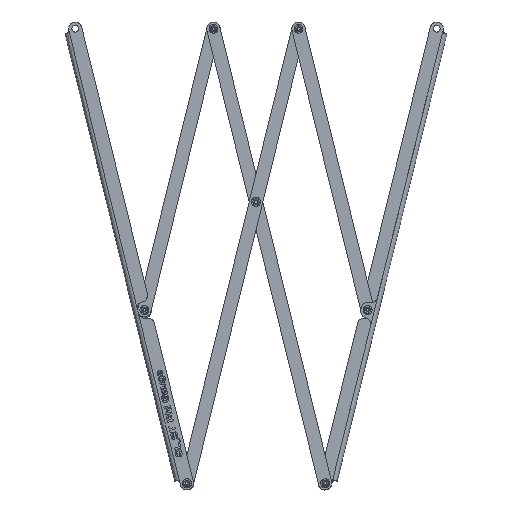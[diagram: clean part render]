
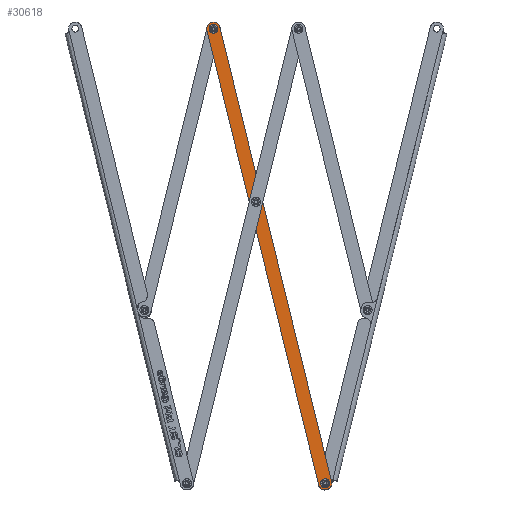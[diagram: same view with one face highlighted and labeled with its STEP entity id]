
A CAD part, top view. The second image highlights one B-rep face of the part: STEP entity #30618.
In plain terms, the highlighted free-form (B-spline) face has degree [1, 1] with [2, 2] control points.
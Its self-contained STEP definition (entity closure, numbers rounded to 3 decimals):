
#30258 = VERTEX_POINT('',#30259);
#30259 = CARTESIAN_POINT('',(26.214,2.627,
    0.));
#30264 = EDGE_CURVE('',#30258,#30265,#30267,.T.);
#30265 = VERTEX_POINT('',#30266);
#30266 = CARTESIAN_POINT('',(27.504,-2.627,
    0.));
#30267 = ( BOUNDED_CURVE() B_SPLINE_CURVE(2,(#30268,#30269,#30270,#30271
,#30272),.UNSPECIFIED.,.F.,.F.) B_SPLINE_CURVE_WITH_KNOTS((3,2,3),(
    3.142,4.712,6.283),
.PIECEWISE_BEZIER_KNOTS.) CURVE() GEOMETRIC_REPRESENTATION_ITEM() 
RATIONAL_B_SPLINE_CURVE((1.,0.707,1.,0.707,1.)) 
REPRESENTATION_ITEM('') );
#30268 = CARTESIAN_POINT('',(26.214,2.627,
    0.));
#30269 = CARTESIAN_POINT('',(28.842,3.272,
    0.));
#30270 = CARTESIAN_POINT('',(29.487,0.645,
    0.));
#30271 = CARTESIAN_POINT('',(30.132,-1.982,
    0.));
#30272 = CARTESIAN_POINT('',(27.504,-2.627,
    0.));
#30306 = VERTEX_POINT('',#30307);
#30307 = CARTESIAN_POINT('',(93.948,-273.251,
    0.));
#30312 = EDGE_CURVE('',#30306,#30313,#30315,.T.);
#30313 = VERTEX_POINT('',#30314);
#30314 = CARTESIAN_POINT('',(95.238,-278.506,
    0.));
#30315 = ( BOUNDED_CURVE() B_SPLINE_CURVE(2,(#30316,#30317,#30318,#30319
,#30320),.UNSPECIFIED.,.F.,.F.) B_SPLINE_CURVE_WITH_KNOTS((3,2,3),(
    3.142,4.712,6.283),
.PIECEWISE_BEZIER_KNOTS.) CURVE() GEOMETRIC_REPRESENTATION_ITEM() 
RATIONAL_B_SPLINE_CURVE((1.,0.707,1.,0.707,1.)) 
REPRESENTATION_ITEM('') );
#30316 = CARTESIAN_POINT('',(93.948,-273.251,
    0.));
#30317 = CARTESIAN_POINT('',(96.575,-272.606,
    0.));
#30318 = CARTESIAN_POINT('',(97.22,-275.233,
    0.));
#30319 = CARTESIAN_POINT('',(97.865,-277.86,
    0.));
#30320 = CARTESIAN_POINT('',(95.238,-278.506,
    0.));
#30400 = VERTEX_POINT('',#30401);
#30401 = CARTESIAN_POINT('',(53.146,-107.067,
    0.));
#30408 = VERTEX_POINT('',#30409);
#30409 = CARTESIAN_POINT('',(52.179,-103.126,
    0.));
#30414 = EDGE_CURVE('',#30408,#30400,#30415,.T.);
#30415 = ( BOUNDED_CURVE() B_SPLINE_CURVE(2,(#30416,#30417,#30418,#30419
,#30420),.UNSPECIFIED.,.F.,.F.) B_SPLINE_CURVE_WITH_KNOTS((3,2,3),(
    3.142,4.712,6.283),
.PIECEWISE_BEZIER_KNOTS.) CURVE() GEOMETRIC_REPRESENTATION_ITEM() 
RATIONAL_B_SPLINE_CURVE((1.,0.707,1.,0.707,1.)) 
REPRESENTATION_ITEM('') );
#30416 = CARTESIAN_POINT('',(52.179,-103.126,
    0.));
#30417 = CARTESIAN_POINT('',(54.149,-102.642,
    0.));
#30418 = CARTESIAN_POINT('',(54.633,-104.613,
    0.));
#30419 = CARTESIAN_POINT('',(55.117,-106.583,
    0.));
#30420 = CARTESIAN_POINT('',(53.146,-107.067,
    0.));
#30521 = VERTEX_POINT('',#30522);
#30522 = CARTESIAN_POINT('',(25.892,3.941,
    0.));
#30527 = EDGE_CURVE('',#30521,#30528,#30530,.T.);
#30528 = VERTEX_POINT('',#30529);
#30529 = CARTESIAN_POINT('',(30.8,0.968,
    0.));
#30530 = ( BOUNDED_CURVE() B_SPLINE_CURVE(2,(#30531,#30532,#30533),
.UNSPECIFIED.,.F.,.F.) B_SPLINE_CURVE_WITH_KNOTS((3,3),(3.142,
4.712),.PIECEWISE_BEZIER_KNOTS.) CURVE() 
GEOMETRIC_REPRESENTATION_ITEM() RATIONAL_B_SPLINE_CURVE((1.,
0.707,1.)) REPRESENTATION_ITEM('') );
#30531 = CARTESIAN_POINT('',(25.892,3.941,
    0.));
#30532 = CARTESIAN_POINT('',(29.833,4.909,
    0.));
#30533 = CARTESIAN_POINT('',(30.8,0.968,
    0.));
#30618 = ADVANCED_FACE('',(#30619,#30630,#30641,#30652),#30685,.F.);
#30619 = FACE_BOUND('',#30620,.T.);
#30620 = EDGE_LOOP('',(#30621,#30622));
#30621 = ORIENTED_EDGE('',*,*,#30312,.T.);
#30622 = ORIENTED_EDGE('',*,*,#30623,.T.);
#30623 = EDGE_CURVE('',#30313,#30306,#30624,.T.);
#30624 = ( BOUNDED_CURVE() B_SPLINE_CURVE(2,(#30625,#30626,#30627,#30628
,#30629),.UNSPECIFIED.,.F.,.F.) B_SPLINE_CURVE_WITH_KNOTS((3,2,3),(0.,
1.571,3.142),.PIECEWISE_BEZIER_KNOTS.) CURVE() 
GEOMETRIC_REPRESENTATION_ITEM() RATIONAL_B_SPLINE_CURVE((1.,
0.707,1.,0.707,1.)) REPRESENTATION_ITEM('') );
#30625 = CARTESIAN_POINT('',(95.238,-278.506,
    0.));
#30626 = CARTESIAN_POINT('',(92.611,-279.151,
    0.));
#30627 = CARTESIAN_POINT('',(91.966,-276.523,
    0.));
#30628 = CARTESIAN_POINT('',(91.32,-273.896,
    0.));
#30629 = CARTESIAN_POINT('',(93.948,-273.251,
    0.));
#30630 = FACE_BOUND('',#30631,.T.);
#30631 = EDGE_LOOP('',(#30632,#30633));
#30632 = ORIENTED_EDGE('',*,*,#30264,.T.);
#30633 = ORIENTED_EDGE('',*,*,#30634,.T.);
#30634 = EDGE_CURVE('',#30265,#30258,#30635,.T.);
#30635 = ( BOUNDED_CURVE() B_SPLINE_CURVE(2,(#30636,#30637,#30638,#30639
,#30640),.UNSPECIFIED.,.F.,.F.) B_SPLINE_CURVE_WITH_KNOTS((3,2,3),(0.,
1.571,3.142),.PIECEWISE_BEZIER_KNOTS.) CURVE() 
GEOMETRIC_REPRESENTATION_ITEM() RATIONAL_B_SPLINE_CURVE((1.,
0.707,1.,0.707,1.)) REPRESENTATION_ITEM('') );
#30636 = CARTESIAN_POINT('',(27.504,-2.627,
    0.));
#30637 = CARTESIAN_POINT('',(24.877,-3.272,
    0.));
#30638 = CARTESIAN_POINT('',(24.232,-0.645,
    0.));
#30639 = CARTESIAN_POINT('',(23.587,1.982,
    0.));
#30640 = CARTESIAN_POINT('',(26.214,2.627,
    0.));
#30641 = FACE_BOUND('',#30642,.T.);
#30642 = EDGE_LOOP('',(#30643,#30651));
#30643 = ORIENTED_EDGE('',*,*,#30644,.T.);
#30644 = EDGE_CURVE('',#30400,#30408,#30645,.T.);
#30645 = ( BOUNDED_CURVE() B_SPLINE_CURVE(2,(#30646,#30647,#30648,#30649
,#30650),.UNSPECIFIED.,.F.,.F.) B_SPLINE_CURVE_WITH_KNOTS((3,2,3),(0.,
1.571,3.142),.PIECEWISE_BEZIER_KNOTS.) CURVE() 
GEOMETRIC_REPRESENTATION_ITEM() RATIONAL_B_SPLINE_CURVE((1.,
0.707,1.,0.707,1.)) REPRESENTATION_ITEM('') );
#30646 = CARTESIAN_POINT('',(53.146,-107.067,
    0.));
#30647 = CARTESIAN_POINT('',(51.176,-107.551,
    0.));
#30648 = CARTESIAN_POINT('',(50.692,-105.58,
    0.));
#30649 = CARTESIAN_POINT('',(50.208,-103.61,
    0.));
#30650 = CARTESIAN_POINT('',(52.179,-103.126,
    0.));
#30651 = ORIENTED_EDGE('',*,*,#30414,.T.);
#30652 = FACE_BOUND('',#30653,.T.);
#30653 = EDGE_LOOP('',(#30654,#30662,#30669,#30679,#30684));
#30654 = ORIENTED_EDGE('',*,*,#30655,.F.);
#30655 = EDGE_CURVE('',#30656,#30521,#30658,.T.);
#30656 = VERTEX_POINT('',#30657);
#30657 = CARTESIAN_POINT('',(22.918,-0.968,
    0.));
#30658 = ( BOUNDED_CURVE() B_SPLINE_CURVE(2,(#30659,#30660,#30661),
.UNSPECIFIED.,.F.,.F.) B_SPLINE_CURVE_WITH_KNOTS((3,3),(1.571,
3.142),.PIECEWISE_BEZIER_KNOTS.) CURVE() 
GEOMETRIC_REPRESENTATION_ITEM() RATIONAL_B_SPLINE_CURVE((1.,
0.707,1.)) REPRESENTATION_ITEM('') );
#30659 = CARTESIAN_POINT('',(22.918,-0.968,
    0.));
#30660 = CARTESIAN_POINT('',(21.951,2.973,
    0.));
#30661 = CARTESIAN_POINT('',(25.892,3.941,
    0.));
#30662 = ORIENTED_EDGE('',*,*,#30663,.F.);
#30663 = EDGE_CURVE('',#30664,#30656,#30666,.T.);
#30664 = VERTEX_POINT('',#30665);
#30665 = CARTESIAN_POINT('',(90.652,-276.846,
    0.));
#30666 = B_SPLINE_CURVE_WITH_KNOTS('',1,(#30667,#30668),.UNSPECIFIED.,
  .F.,.F.,(2,2),(-210.,-0.),.PIECEWISE_BEZIER_KNOTS.);
#30667 = CARTESIAN_POINT('',(90.652,-276.846,
    0.));
#30668 = CARTESIAN_POINT('',(22.918,-0.968,
    0.));
#30669 = ORIENTED_EDGE('',*,*,#30670,.F.);
#30670 = EDGE_CURVE('',#30671,#30664,#30673,.T.);
#30671 = VERTEX_POINT('',#30672);
#30672 = CARTESIAN_POINT('',(98.534,-274.911,
    0.));
#30673 = ( BOUNDED_CURVE() B_SPLINE_CURVE(2,(#30674,#30675,#30676,#30677
,#30678),.UNSPECIFIED.,.F.,.F.) B_SPLINE_CURVE_WITH_KNOTS((3,2,3),(
    4.712,6.283,7.854),
.PIECEWISE_BEZIER_KNOTS.) CURVE() GEOMETRIC_REPRESENTATION_ITEM() 
RATIONAL_B_SPLINE_CURVE((1.,0.707,1.,0.707,1.)) 
REPRESENTATION_ITEM('') );
#30674 = CARTESIAN_POINT('',(98.534,-274.911,
    0.));
#30675 = CARTESIAN_POINT('',(99.502,-278.852,
    0.));
#30676 = CARTESIAN_POINT('',(95.561,-279.819,
    0.));
#30677 = CARTESIAN_POINT('',(91.619,-280.787,
    0.));
#30678 = CARTESIAN_POINT('',(90.652,-276.846,
    0.));
#30679 = ORIENTED_EDGE('',*,*,#30680,.F.);
#30680 = EDGE_CURVE('',#30528,#30671,#30681,.T.);
#30681 = B_SPLINE_CURVE_WITH_KNOTS('',1,(#30682,#30683),.UNSPECIFIED.,
  .F.,.F.,(2,2),(0.,210.),.PIECEWISE_BEZIER_KNOTS.);
#30682 = CARTESIAN_POINT('',(30.8,0.968,
    0.));
#30683 = CARTESIAN_POINT('',(98.534,-274.911,
    0.));
#30684 = ORIENTED_EDGE('',*,*,#30527,.F.);
#30685 = B_SPLINE_SURFACE_WITH_KNOTS('',1,1,(
    (#30686,#30687)
    ,(#30688,#30689
    )),.UNSPECIFIED.,.F.,.F.,.F.,(2,2),(2,2),(-3.,213.),(-3.,3.),
  .PIECEWISE_BEZIER_KNOTS.);
#30686 = CARTESIAN_POINT('',(29.833,4.909,
    0.));
#30687 = CARTESIAN_POINT('',(21.951,2.973,
    0.));
#30688 = CARTESIAN_POINT('',(99.502,-278.852,
    0.));
#30689 = CARTESIAN_POINT('',(91.619,-280.787,
    0.));
